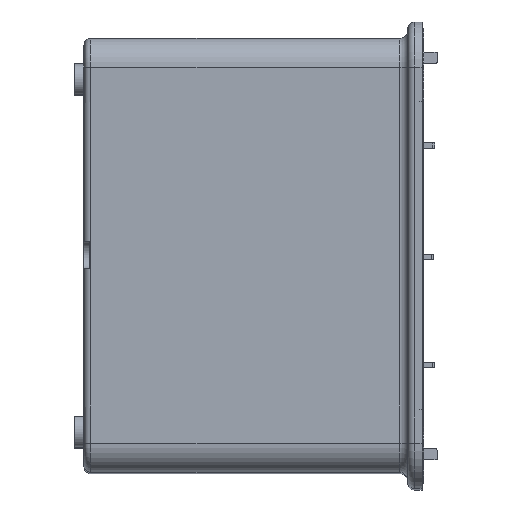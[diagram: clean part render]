
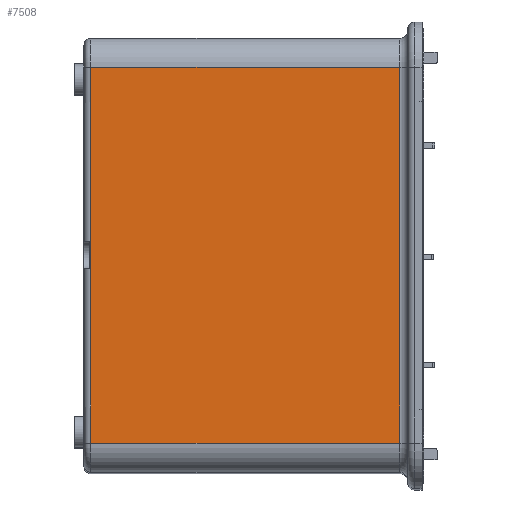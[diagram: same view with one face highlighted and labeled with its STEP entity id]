
A CAD part, top view. The second image highlights one B-rep face of the part: STEP entity #7508.
In plain terms, the highlighted planar face has unit normal (0, 0, 1).
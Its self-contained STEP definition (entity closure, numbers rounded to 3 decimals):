
#2076=DIRECTION('',(1.,0.,0.));
#2077=VECTOR('',#2076,68.2);
#2078=CARTESIAN_POINT('',(1.5,41.5,106.4));
#2079=LINE('',#2078,#2077);
#2094=DIRECTION('',(0.,1.,0.));
#2095=VECTOR('',#2094,83.);
#2096=CARTESIAN_POINT('',(1.5,-41.5,106.4));
#2097=LINE('',#2096,#2095);
#2201=DIRECTION('',(-1.,0.,0.));
#2202=VECTOR('',#2201,68.2);
#2203=CARTESIAN_POINT('',(69.7,-41.5,106.4));
#2204=LINE('',#2203,#2202);
#2246=DIRECTION('',(0.,-1.,0.));
#2247=VECTOR('',#2246,83.);
#2248=CARTESIAN_POINT('',(69.7,41.5,106.4));
#2249=LINE('',#2248,#2247);
#3874=CARTESIAN_POINT('',(1.5,-41.5,106.4));
#3876=VERTEX_POINT('',#3874);
#3891=CARTESIAN_POINT('',(1.5,41.5,106.4));
#3892=VERTEX_POINT('',#3891);
#3929=CARTESIAN_POINT('',(69.7,-41.5,106.4));
#3930=VERTEX_POINT('',#3929);
#3931=CARTESIAN_POINT('',(69.7,41.5,106.4));
#3932=VERTEX_POINT('',#3931);
#7494=CARTESIAN_POINT('',(0.,0.,106.4));
#7495=DIRECTION('',(0.,0.,1.));
#7496=DIRECTION('',(0.,-1.,0.));
#7497=AXIS2_PLACEMENT_3D('',#7494,#7495,#7496);
#7498=PLANE('',#7497);
#7500=ORIENTED_EDGE('',*,*,#7499,.T.);
#7501=ORIENTED_EDGE('',*,*,#7487,.T.);
#7503=ORIENTED_EDGE('',*,*,#7502,.T.);
#7505=ORIENTED_EDGE('',*,*,#7504,.T.);
#7506=EDGE_LOOP('',(#7500,#7501,#7503,#7505));
#7507=FACE_OUTER_BOUND('',#7506,.F.);
#7508=ADVANCED_FACE('',(#7507),#7498,.T.);
#7487=EDGE_CURVE('',#3892,#3932,#2079,.T.);
#7499=EDGE_CURVE('',#3876,#3892,#2097,.T.);
#7502=EDGE_CURVE('',#3932,#3930,#2249,.T.);
#7504=EDGE_CURVE('',#3930,#3876,#2204,.T.);
